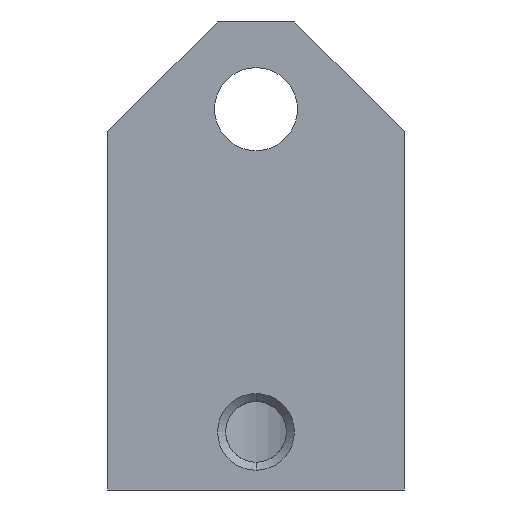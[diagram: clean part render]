
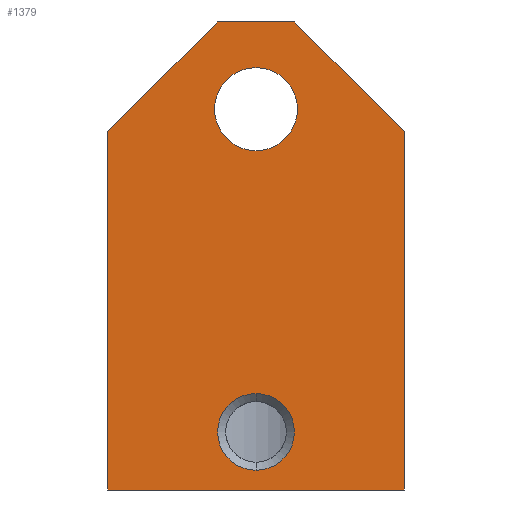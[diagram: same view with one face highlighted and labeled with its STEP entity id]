
A CAD part, front view. The second image highlights one B-rep face of the part: STEP entity #1379.
In plain terms, the highlighted planar face has unit normal (0, -1, 0).
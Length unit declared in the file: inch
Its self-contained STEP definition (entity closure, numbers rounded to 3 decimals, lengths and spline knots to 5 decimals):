
#41 = DIRECTION ( 'NONE',  ( 1., 0., 0. ) ) ;
#48 = CARTESIAN_POINT ( 'NONE',  ( -0.46, 0., 1.45 ) ) ;
#61 = CARTESIAN_POINT ( 'NONE',  ( -0.46, 0., 0. ) ) ;
#65 = DIRECTION ( 'NONE',  ( 0., 0., -1. ) ) ;
#84 = DIRECTION ( 'NONE',  ( 1., 0., 0. ) ) ;
#96 = CARTESIAN_POINT ( 'NONE',  ( -0.46, 0., 1.45 ) ) ;
#109 = CARTESIAN_POINT ( 'NONE',  ( 0.12, 0., 1.45 ) ) ;
#135 = DIRECTION ( 'NONE',  ( -0.707, 0., 0.707 ) ) ;
#140 = DIRECTION ( 'NONE',  ( -0.707, 0., -0.707 ) ) ;
#141 = DIRECTION ( 'NONE',  ( 0., 0., -1. ) ) ;
#152 = CARTESIAN_POINT ( 'NONE',  ( 0.46, 0., 1.45 ) ) ;
#164 = CARTESIAN_POINT ( 'NONE',  ( -0.12, 0., 1.45 ) ) ;
#182 = VECTOR ( 'NONE', #65, 39.37008 ) ;
#186 = FACE_BOUND ( 'NONE', #1034, .T. ) ;
#198 = LINE ( 'NONE', #61, #224 ) ;
#199 = VECTOR ( 'NONE', #141, 39.37008 ) ;
#212 = CIRCLE ( 'NONE', #1056, 0.1285 ) ;
#224 = VECTOR ( 'NONE', #84, 39.37008 ) ;
#232 = CIRCLE ( 'NONE', #1184, 0.1285 ) ;
#284 = VECTOR ( 'NONE', #140, 39.37008 ) ;
#301 = LINE ( 'NONE', #164, #284 ) ;
#303 = FACE_OUTER_BOUND ( 'NONE', #984, .T. ) ;
#310 = FACE_BOUND ( 'NONE', #1028, .T. ) ;
#321 = LINE ( 'NONE', #109, #371 ) ;
#332 = LINE ( 'NONE', #96, #182 ) ;
#338 = VECTOR ( 'NONE', #41, 39.37008 ) ;
#348 = LINE ( 'NONE', #152, #199 ) ;
#352 = LINE ( 'NONE', #48, #338 ) ;
#371 = VECTOR ( 'NONE', #135, 39.37008 ) ;
#411 = DIRECTION ( 'NONE',  ( 0., -1., 0. ) ) ;
#446 = DIRECTION ( 'NONE',  ( 0., 0., -1. ) ) ;
#447 = CARTESIAN_POINT ( 'NONE',  ( 0., 0., 0.18 ) ) ;
#448 = DIRECTION ( 'NONE',  ( 0., -1., 0. ) ) ;
#459 = CARTESIAN_POINT ( 'NONE',  ( 0., 0., 0.18 ) ) ;
#472 = DIRECTION ( 'NONE',  ( 0., 0., -1. ) ) ;
#525 = ORIENTED_EDGE ( 'NONE', *, *, #1155, .F. ) ;
#592 = ORIENTED_EDGE ( 'NONE', *, *, #1207, .F. ) ;
#594 = ORIENTED_EDGE ( 'NONE', *, *, #1162, .T. ) ;
#615 = ORIENTED_EDGE ( 'NONE', *, *, #1137, .T. ) ;
#630 = ORIENTED_EDGE ( 'NONE', *, *, #1193, .T. ) ;
#656 = CARTESIAN_POINT ( 'NONE',  ( -0.46, 0., 1.11 ) ) ;
#663 = CIRCLE ( 'NONE', #1072, 0.11875 ) ;
#667 = ORIENTED_EDGE ( 'NONE', *, *, #1211, .T. ) ;
#694 = CIRCLE ( 'NONE', #1109, 0.11875 ) ;
#726 = CARTESIAN_POINT ( 'NONE',  ( 0.46, 0., 1.11 ) ) ;
#729 = CARTESIAN_POINT ( 'NONE',  ( 0., 0., 1.0515 ) ) ;
#731 = CARTESIAN_POINT ( 'NONE',  ( 0., 0., 1.3085 ) ) ;
#747 = DIRECTION ( 'NONE',  ( 0., 1., 0. ) ) ;
#750 = CARTESIAN_POINT ( 'NONE',  ( 0., 0., 0.06125 ) ) ;
#757 = CARTESIAN_POINT ( 'NONE',  ( 0.12, 0., 1.45 ) ) ;
#767 = CARTESIAN_POINT ( 'NONE',  ( -0.46, 0., 1.45 ) ) ;
#778 = CARTESIAN_POINT ( 'NONE',  ( -0.12, 0., 1.45 ) ) ;
#785 = PLANE ( 'NONE',  #1076 ) ;
#795 = CARTESIAN_POINT ( 'NONE',  ( -0.46, 0., 0. ) ) ;
#813 = DIRECTION ( 'NONE',  ( 0., 0., 1. ) ) ;
#816 = CARTESIAN_POINT ( 'NONE',  ( 0., 0., 0.29875 ) ) ;
#822 = CARTESIAN_POINT ( 'NONE',  ( 0.46, 0., 0. ) ) ;
#980 = ORIENTED_EDGE ( 'NONE', *, *, #1230, .T. ) ;
#984 = EDGE_LOOP ( 'NONE', ( #525, #630, #615, #594, #592, #667 ) ) ;
#1005 = ORIENTED_EDGE ( 'NONE', *, *, #1177, .T. ) ;
#1026 = ORIENTED_EDGE ( 'NONE', *, *, #1045, .F. ) ;
#1028 = EDGE_LOOP ( 'NONE', ( #1026, #1301 ) ) ;
#1034 = EDGE_LOOP ( 'NONE', ( #980, #1005 ) ) ;
#1045 = EDGE_CURVE ( 'NONE', #1308, #1302, #663, .T. ) ;
#1056 = AXIS2_PLACEMENT_3D ( 'NONE', #1471, #1472, #1475 ) ;
#1072 = AXIS2_PLACEMENT_3D ( 'NONE', #459, #448, #446 ) ;
#1076 = AXIS2_PLACEMENT_3D ( 'NONE', #767, #747, #813 ) ;
#1087 = EDGE_CURVE ( 'NONE', #1302, #1308, #694, .T. ) ;
#1109 = AXIS2_PLACEMENT_3D ( 'NONE', #447, #411, #472 ) ;
#1137 = EDGE_CURVE ( 'NONE', #1259, #1272, #332, .T. ) ;
#1155 = EDGE_CURVE ( 'NONE', #1290, #1377, #352, .T. ) ;
#1162 = EDGE_CURVE ( 'NONE', #1272, #1345, #198, .T. ) ;
#1177 = EDGE_CURVE ( 'NONE', #1329, #1283, #212, .T. ) ;
#1184 = AXIS2_PLACEMENT_3D ( 'NONE', #1459, #1463, #1462 ) ;
#1193 = EDGE_CURVE ( 'NONE', #1290, #1259, #301, .T. ) ;
#1207 = EDGE_CURVE ( 'NONE', #1360, #1345, #348, .T. ) ;
#1211 = EDGE_CURVE ( 'NONE', #1360, #1377, #321, .T. ) ;
#1230 = EDGE_CURVE ( 'NONE', #1283, #1329, #232, .T. ) ;
#1259 = VERTEX_POINT ( 'NONE', #656 ) ;
#1272 = VERTEX_POINT ( 'NONE', #795 ) ;
#1283 = VERTEX_POINT ( 'NONE', #731 ) ;
#1290 = VERTEX_POINT ( 'NONE', #778 ) ;
#1301 = ORIENTED_EDGE ( 'NONE', *, *, #1087, .F. ) ;
#1302 = VERTEX_POINT ( 'NONE', #816 ) ;
#1308 = VERTEX_POINT ( 'NONE', #750 ) ;
#1329 = VERTEX_POINT ( 'NONE', #729 ) ;
#1345 = VERTEX_POINT ( 'NONE', #822 ) ;
#1360 = VERTEX_POINT ( 'NONE', #726 ) ;
#1377 = VERTEX_POINT ( 'NONE', #757 ) ;
#1379 = ADVANCED_FACE ( 'NONE', ( #186, #310, #303 ), #785, .F. ) ;
#1459 = CARTESIAN_POINT ( 'NONE',  ( 0., 0., 1.18 ) ) ;
#1462 = DIRECTION ( 'NONE',  ( 0., 0., 1. ) ) ;
#1463 = DIRECTION ( 'NONE',  ( 0., 1., 0. ) ) ;
#1471 = CARTESIAN_POINT ( 'NONE',  ( 0., 0., 1.18 ) ) ;
#1472 = DIRECTION ( 'NONE',  ( 0., 1., 0. ) ) ;
#1475 = DIRECTION ( 'NONE',  ( 0., 0., 1. ) ) ;
